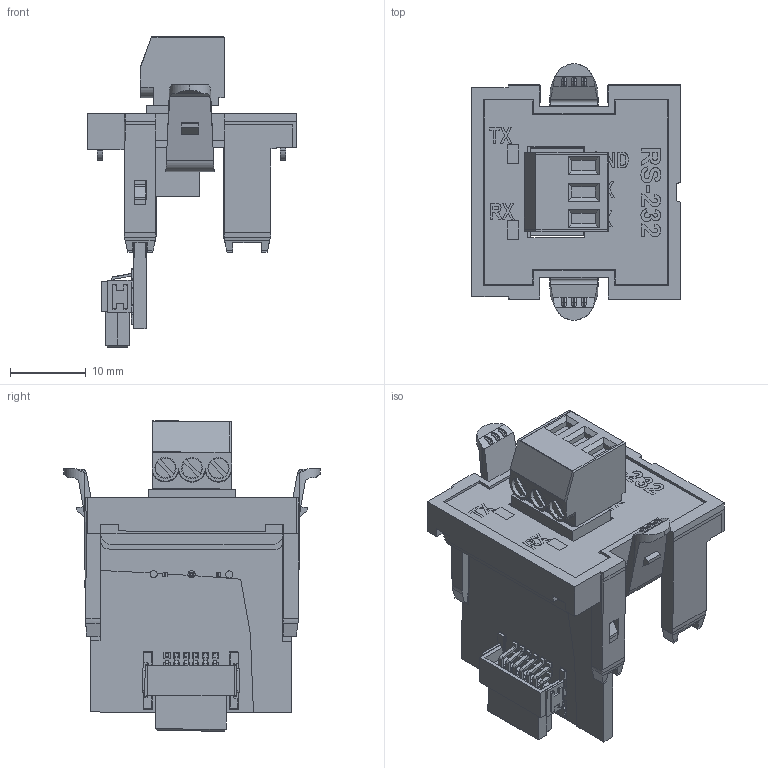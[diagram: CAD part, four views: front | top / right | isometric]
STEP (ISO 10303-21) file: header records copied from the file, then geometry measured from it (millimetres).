
FILE_DESCRIPTION (( 'STEP AP214' ), '1' );
FILE_NAME ('BX-P-SER2-TERM.STEP', '2017-03-14T21:52:21', ( '' ), ( '' ), 'SwSTEP 2.0', 'SolidWorks 2016', '' );
FILE_SCHEMA (( 'AUTOMOTIVE_DESIGN' ));
Length unit declared in the file: millimetre
Products named in the file (1): BX-P-SER2-TERM
Bounding box: 27.53 x 33.88 x 40.95 mm (x, y, z)
Volume: 5170.4 mm3; surface area: 9312.1 mm2
Topology: 54 solids, 54 shells, 2204 faces, 5849 edges, 3813 vertices
Faces by surface type: plane 1660, cylinder 403, bspline 91, torus 32, sphere 12, cone 6
Entity records: 96919 total; most frequent: CARTESIAN_POINT 17758, ORIENTED_EDGE 11674, DIRECTION 10489, EDGE_CURVE 5837, VECTOR 4721, LINE 4721, VERTEX_POINT 3813, AXIS2_PLACEMENT_3D 2884
